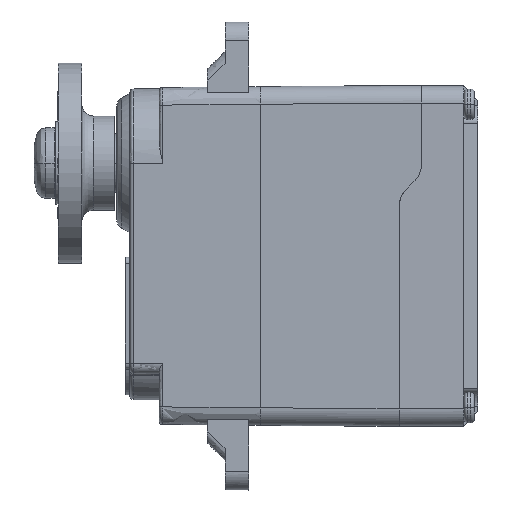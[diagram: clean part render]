
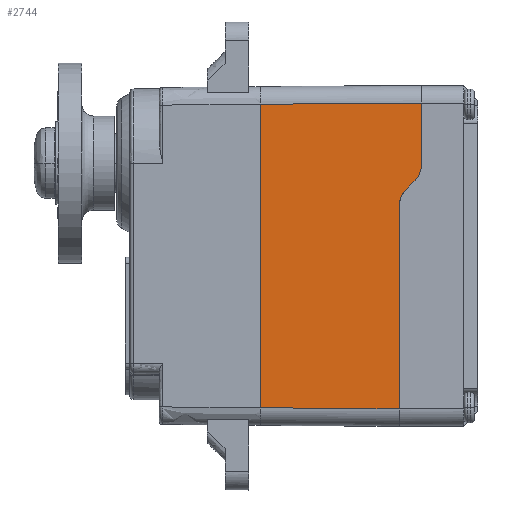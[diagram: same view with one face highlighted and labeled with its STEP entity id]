
A CAD part, left-side view. The second image highlights one B-rep face of the part: STEP entity #2744.
In plain terms, the highlighted free-form (B-spline) face has degree [1, 1] with [2, 2] control points.
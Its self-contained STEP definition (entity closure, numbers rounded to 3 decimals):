
#2314 = VERTEX_POINT('',#2315);
#2315 = CARTESIAN_POINT('',(23.643,30.998,
    7.403));
#2327 = EDGE_CURVE('',#2328,#2314,#2330,.T.);
#2328 = VERTEX_POINT('',#2329);
#2329 = CARTESIAN_POINT('',(23.643,30.998,
    -30.776));
#2330 = B_SPLINE_CURVE_WITH_KNOTS('',1,(#2331,#2332),.UNSPECIFIED.,.F.,
  .F.,(2,2),(0.,25.808),.PIECEWISE_BEZIER_KNOTS.);
#2331 = CARTESIAN_POINT('',(23.643,30.998,
    -30.776));
#2332 = CARTESIAN_POINT('',(23.643,30.998,
    7.403));
#2499 = VERTEX_POINT('',#2500);
#2500 = CARTESIAN_POINT('',(23.521,13.542,
    -5.471));
#2526 = VERTEX_POINT('',#2527);
#2527 = CARTESIAN_POINT('',(23.521,13.542,
    -30.898));
#2539 = EDGE_CURVE('',#2526,#2499,#2540,.T.);
#2540 = B_SPLINE_CURVE_WITH_KNOTS('',1,(#2541,#2542),.UNSPECIFIED.,.F.,
  .F.,(2,2),(0.,17.188),.PIECEWISE_BEZIER_KNOTS.);
#2541 = CARTESIAN_POINT('',(23.521,13.542,
    -30.898));
#2542 = CARTESIAN_POINT('',(23.521,13.542,
    -5.471));
#2685 = VERTEX_POINT('',#2686);
#2686 = CARTESIAN_POINT('',(23.515,12.728,
    -3.434));
#2702 = EDGE_CURVE('',#2499,#2685,#2703,.T.);
#2703 = B_SPLINE_CURVE_WITH_KNOTS('',3,(#2704,#2705,#2706,#2707,#2708),
  .UNSPECIFIED.,.F.,.F.,(4,1,4),(0.,0.5,1.),.QUASI_UNIFORM_KNOTS.);
#2704 = CARTESIAN_POINT('',(23.521,13.542,
    -5.471));
#2705 = CARTESIAN_POINT('',(23.521,13.542,
    -5.077));
#2706 = CARTESIAN_POINT('',(23.52,13.391,
    -4.35));
#2707 = CARTESIAN_POINT('',(23.517,13.,
    -3.719));
#2708 = CARTESIAN_POINT('',(23.515,12.728,
    -3.434));
#2721 = EDGE_CURVE('',#2722,#2685,#2724,.T.);
#2722 = VERTEX_POINT('',#2723);
#2723 = CARTESIAN_POINT('',(23.507,11.545,
    -2.188));
#2724 = B_SPLINE_CURVE_WITH_KNOTS('',1,(#2725,#2726),.UNSPECIFIED.,.F.,
  .F.,(2,2),(0.,1.162),.PIECEWISE_BEZIER_KNOTS.);
#2725 = CARTESIAN_POINT('',(23.507,11.545,
    -2.188));
#2726 = CARTESIAN_POINT('',(23.515,12.728,
    -3.434));
#2744 = ADVANCED_FACE('',(#2745),#2778,.F.);
#2745 = FACE_BOUND('',#2746,.F.);
#2746 = EDGE_LOOP('',(#2747,#2757,#2758,#2759,#2760,#2765,#2766,#2773));
#2747 = ORIENTED_EDGE('',*,*,#2748,.F.);
#2748 = EDGE_CURVE('',#2722,#2749,#2751,.T.);
#2749 = VERTEX_POINT('',#2750);
#2750 = CARTESIAN_POINT('',(23.501,10.731,
    -0.15));
#2751 = B_SPLINE_CURVE_WITH_KNOTS('',3,(#2752,#2753,#2754,#2755,#2756),
  .UNSPECIFIED.,.F.,.F.,(4,1,4),(0.,0.5,1.),.QUASI_UNIFORM_KNOTS.);
#2752 = CARTESIAN_POINT('',(23.507,11.545,
    -2.188));
#2753 = CARTESIAN_POINT('',(23.505,11.274,
    -1.902));
#2754 = CARTESIAN_POINT('',(23.502,10.882,
    -1.271));
#2755 = CARTESIAN_POINT('',(23.501,10.731,
    -0.544));
#2756 = CARTESIAN_POINT('',(23.501,10.731,
    -0.15));
#2757 = ORIENTED_EDGE('',*,*,#2721,.T.);
#2758 = ORIENTED_EDGE('',*,*,#2702,.F.);
#2759 = ORIENTED_EDGE('',*,*,#2539,.F.);
#2760 = ORIENTED_EDGE('',*,*,#2761,.F.);
#2761 = EDGE_CURVE('',#2328,#2526,#2762,.T.);
#2762 = B_SPLINE_CURVE_WITH_KNOTS('',1,(#2763,#2764),.UNSPECIFIED.,.F.,
  .F.,(2,2),(0.,11.801),.PIECEWISE_BEZIER_KNOTS.);
#2763 = CARTESIAN_POINT('',(23.643,30.998,
    -30.776));
#2764 = CARTESIAN_POINT('',(23.521,13.542,
    -30.898));
#2765 = ORIENTED_EDGE('',*,*,#2327,.T.);
#2766 = ORIENTED_EDGE('',*,*,#2767,.T.);
#2767 = EDGE_CURVE('',#2314,#2768,#2770,.T.);
#2768 = VERTEX_POINT('',#2769);
#2769 = CARTESIAN_POINT('',(23.501,10.731,
    7.544));
#2770 = B_SPLINE_CURVE_WITH_KNOTS('',1,(#2771,#2772),.UNSPECIFIED.,.F.,
  .F.,(2,2),(0.,13.701),.PIECEWISE_BEZIER_KNOTS.);
#2771 = CARTESIAN_POINT('',(23.643,30.998,
    7.403));
#2772 = CARTESIAN_POINT('',(23.501,10.731,
    7.544));
#2773 = ORIENTED_EDGE('',*,*,#2774,.F.);
#2774 = EDGE_CURVE('',#2749,#2768,#2775,.T.);
#2775 = B_SPLINE_CURVE_WITH_KNOTS('',1,(#2776,#2777),.UNSPECIFIED.,.F.,
  .F.,(2,2),(0.,5.201),.PIECEWISE_BEZIER_KNOTS.);
#2776 = CARTESIAN_POINT('',(23.501,10.731,
    -0.15));
#2777 = CARTESIAN_POINT('',(23.501,10.731,
    7.544));
#2778 = B_SPLINE_SURFACE_WITH_KNOTS('',1,1,(
    (#2779,#2780)
    ,(#2781,#2782
    )),.UNSPECIFIED.,.F.,.F.,.F.,(2,2),(2,2),(0.,13.7),(
    1.513,27.5),.PIECEWISE_BEZIER_KNOTS.);
#2779 = CARTESIAN_POINT('',(23.501,10.731,
    -30.898));
#2780 = CARTESIAN_POINT('',(23.501,10.731,
    7.544));
#2781 = CARTESIAN_POINT('',(23.643,30.998,
    -30.898));
#2782 = CARTESIAN_POINT('',(23.643,30.998,
    7.544));
